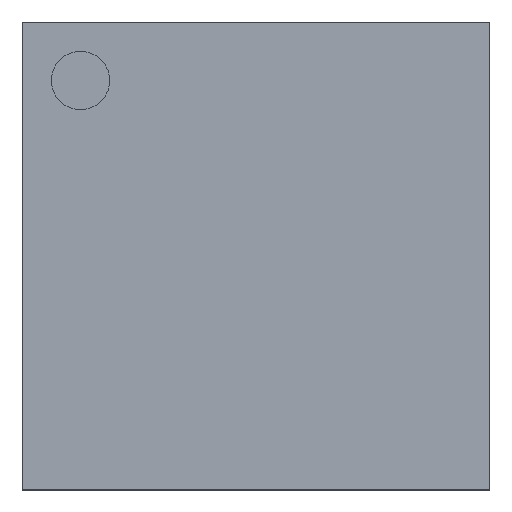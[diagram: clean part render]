
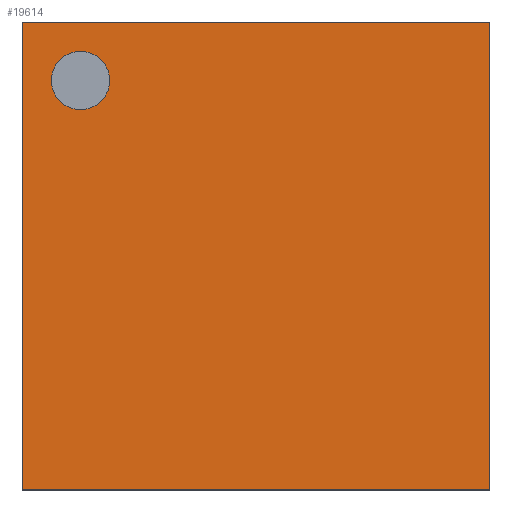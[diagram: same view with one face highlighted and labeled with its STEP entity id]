
A CAD part, top view. The second image highlights one B-rep face of the part: STEP entity #19614.
In plain terms, the highlighted planar face has unit normal (0, 0, 1).
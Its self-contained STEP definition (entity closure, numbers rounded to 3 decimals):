
#19425 = VERTEX_POINT('',#19426);
#19426 = CARTESIAN_POINT('',(-11.5,-11.5,1.76));
#19433 = PLANE('',#19434);
#19434 = AXIS2_PLACEMENT_3D('',#19435,#19436,#19437);
#19435 = CARTESIAN_POINT('',(-11.5,-11.5,0.4));
#19436 = DIRECTION('',(1.,0.,0.));
#19437 = DIRECTION('',(0.,0.,1.));
#19445 = PLANE('',#19446);
#19446 = AXIS2_PLACEMENT_3D('',#19447,#19448,#19449);
#19447 = CARTESIAN_POINT('',(-11.5,-11.5,0.4));
#19448 = DIRECTION('',(0.,1.,0.));
#19449 = DIRECTION('',(0.,0.,1.));
#19486 = VERTEX_POINT('',#19487);
#19487 = CARTESIAN_POINT('',(-11.5,11.5,1.76));
#19501 = PLANE('',#19502);
#19502 = AXIS2_PLACEMENT_3D('',#19503,#19504,#19505);
#19503 = CARTESIAN_POINT('',(-11.5,11.5,0.4));
#19504 = DIRECTION('',(0.,1.,0.));
#19505 = DIRECTION('',(0.,0.,1.));
#19513 = EDGE_CURVE('',#19425,#19486,#19514,.T.);
#19514 = SURFACE_CURVE('',#19515,(#19519,#19526),.PCURVE_S1.);
#19515 = LINE('',#19516,#19517);
#19516 = CARTESIAN_POINT('',(-11.5,-11.5,1.76));
#19517 = VECTOR('',#19518,1.);
#19518 = DIRECTION('',(0.,1.,0.));
#19519 = PCURVE('',#19433,#19520);
#19520 = DEFINITIONAL_REPRESENTATION('',(#19521),#19525);
#19521 = LINE('',#19522,#19523);
#19522 = CARTESIAN_POINT('',(1.36,0.));
#19523 = VECTOR('',#19524,1.);
#19524 = DIRECTION('',(0.,-1.));
#19525 = ( GEOMETRIC_REPRESENTATION_CONTEXT(2) 
PARAMETRIC_REPRESENTATION_CONTEXT() REPRESENTATION_CONTEXT('2D SPACE',''
  ) );
#19526 = PCURVE('',#19527,#19532);
#19527 = PLANE('',#19528);
#19528 = AXIS2_PLACEMENT_3D('',#19529,#19530,#19531);
#19529 = CARTESIAN_POINT('',(-11.5,-11.5,1.76));
#19530 = DIRECTION('',(0.,0.,1.));
#19531 = DIRECTION('',(1.,0.,0.));
#19532 = DEFINITIONAL_REPRESENTATION('',(#19533),#19537);
#19533 = LINE('',#19534,#19535);
#19534 = CARTESIAN_POINT('',(0.,0.));
#19535 = VECTOR('',#19536,1.);
#19536 = DIRECTION('',(0.,1.));
#19537 = ( GEOMETRIC_REPRESENTATION_CONTEXT(2) 
PARAMETRIC_REPRESENTATION_CONTEXT() REPRESENTATION_CONTEXT('2D SPACE',''
  ) );
#19566 = EDGE_CURVE('',#19425,#19567,#19569,.T.);
#19567 = VERTEX_POINT('',#19568);
#19568 = CARTESIAN_POINT('',(11.5,-11.5,1.76));
#19569 = SURFACE_CURVE('',#19570,(#19574,#19581),.PCURVE_S1.);
#19570 = LINE('',#19571,#19572);
#19571 = CARTESIAN_POINT('',(-11.5,-11.5,1.76));
#19572 = VECTOR('',#19573,1.);
#19573 = DIRECTION('',(1.,0.,0.));
#19574 = PCURVE('',#19445,#19575);
#19575 = DEFINITIONAL_REPRESENTATION('',(#19576),#19580);
#19576 = LINE('',#19577,#19578);
#19577 = CARTESIAN_POINT('',(1.36,0.));
#19578 = VECTOR('',#19579,1.);
#19579 = DIRECTION('',(0.,1.));
#19580 = ( GEOMETRIC_REPRESENTATION_CONTEXT(2) 
PARAMETRIC_REPRESENTATION_CONTEXT() REPRESENTATION_CONTEXT('2D SPACE',''
  ) );
#19581 = PCURVE('',#19527,#19582);
#19582 = DEFINITIONAL_REPRESENTATION('',(#19583),#19587);
#19583 = LINE('',#19584,#19585);
#19584 = CARTESIAN_POINT('',(0.,0.));
#19585 = VECTOR('',#19586,1.);
#19586 = DIRECTION('',(1.,0.));
#19587 = ( GEOMETRIC_REPRESENTATION_CONTEXT(2) 
PARAMETRIC_REPRESENTATION_CONTEXT() REPRESENTATION_CONTEXT('2D SPACE',''
  ) );
#19603 = PLANE('',#19604);
#19604 = AXIS2_PLACEMENT_3D('',#19605,#19606,#19607);
#19605 = CARTESIAN_POINT('',(11.5,-11.5,0.4));
#19606 = DIRECTION('',(1.,0.,0.));
#19607 = DIRECTION('',(0.,0.,1.));
#19614 = ADVANCED_FACE('',(#19615,#19663),#19527,.T.);
#19615 = FACE_BOUND('',#19616,.T.);
#19616 = EDGE_LOOP('',(#19617,#19618,#19619,#19642));
#19617 = ORIENTED_EDGE('',*,*,#19513,.F.);
#19618 = ORIENTED_EDGE('',*,*,#19566,.T.);
#19619 = ORIENTED_EDGE('',*,*,#19620,.T.);
#19620 = EDGE_CURVE('',#19567,#19621,#19623,.T.);
#19621 = VERTEX_POINT('',#19622);
#19622 = CARTESIAN_POINT('',(11.5,11.5,1.76));
#19623 = SURFACE_CURVE('',#19624,(#19628,#19635),.PCURVE_S1.);
#19624 = LINE('',#19625,#19626);
#19625 = CARTESIAN_POINT('',(11.5,-11.5,1.76));
#19626 = VECTOR('',#19627,1.);
#19627 = DIRECTION('',(0.,1.,0.));
#19628 = PCURVE('',#19527,#19629);
#19629 = DEFINITIONAL_REPRESENTATION('',(#19630),#19634);
#19630 = LINE('',#19631,#19632);
#19631 = CARTESIAN_POINT('',(23.,0.));
#19632 = VECTOR('',#19633,1.);
#19633 = DIRECTION('',(0.,1.));
#19634 = ( GEOMETRIC_REPRESENTATION_CONTEXT(2) 
PARAMETRIC_REPRESENTATION_CONTEXT() REPRESENTATION_CONTEXT('2D SPACE',''
  ) );
#19635 = PCURVE('',#19603,#19636);
#19636 = DEFINITIONAL_REPRESENTATION('',(#19637),#19641);
#19637 = LINE('',#19638,#19639);
#19638 = CARTESIAN_POINT('',(1.36,0.));
#19639 = VECTOR('',#19640,1.);
#19640 = DIRECTION('',(0.,-1.));
#19641 = ( GEOMETRIC_REPRESENTATION_CONTEXT(2) 
PARAMETRIC_REPRESENTATION_CONTEXT() REPRESENTATION_CONTEXT('2D SPACE',''
  ) );
#19642 = ORIENTED_EDGE('',*,*,#19643,.F.);
#19643 = EDGE_CURVE('',#19486,#19621,#19644,.T.);
#19644 = SURFACE_CURVE('',#19645,(#19649,#19656),.PCURVE_S1.);
#19645 = LINE('',#19646,#19647);
#19646 = CARTESIAN_POINT('',(-11.5,11.5,1.76));
#19647 = VECTOR('',#19648,1.);
#19648 = DIRECTION('',(1.,0.,0.));
#19649 = PCURVE('',#19527,#19650);
#19650 = DEFINITIONAL_REPRESENTATION('',(#19651),#19655);
#19651 = LINE('',#19652,#19653);
#19652 = CARTESIAN_POINT('',(0.,23.));
#19653 = VECTOR('',#19654,1.);
#19654 = DIRECTION('',(1.,0.));
#19655 = ( GEOMETRIC_REPRESENTATION_CONTEXT(2) 
PARAMETRIC_REPRESENTATION_CONTEXT() REPRESENTATION_CONTEXT('2D SPACE',''
  ) );
#19656 = PCURVE('',#19501,#19657);
#19657 = DEFINITIONAL_REPRESENTATION('',(#19658),#19662);
#19658 = LINE('',#19659,#19660);
#19659 = CARTESIAN_POINT('',(1.36,0.));
#19660 = VECTOR('',#19661,1.);
#19661 = DIRECTION('',(0.,1.));
#19662 = ( GEOMETRIC_REPRESENTATION_CONTEXT(2) 
PARAMETRIC_REPRESENTATION_CONTEXT() REPRESENTATION_CONTEXT('2D SPACE',''
  ) );
#19663 = FACE_BOUND('',#19664,.T.);
#19664 = EDGE_LOOP('',(#19665));
#19665 = ORIENTED_EDGE('',*,*,#19666,.F.);
#19666 = EDGE_CURVE('',#19667,#19667,#19669,.T.);
#19667 = VERTEX_POINT('',#19668);
#19668 = CARTESIAN_POINT('',(-7.188,8.625,1.76));
#19669 = SURFACE_CURVE('',#19670,(#19675,#19682),.PCURVE_S1.);
#19670 = CIRCLE('',#19671,1.438);
#19671 = AXIS2_PLACEMENT_3D('',#19672,#19673,#19674);
#19672 = CARTESIAN_POINT('',(-8.625,8.625,1.76));
#19673 = DIRECTION('',(0.,0.,1.));
#19674 = DIRECTION('',(1.,0.,0.));
#19675 = PCURVE('',#19527,#19676);
#19676 = DEFINITIONAL_REPRESENTATION('',(#19677),#19681);
#19677 = CIRCLE('',#19678,1.438);
#19678 = AXIS2_PLACEMENT_2D('',#19679,#19680);
#19679 = CARTESIAN_POINT('',(2.875,20.125));
#19680 = DIRECTION('',(1.,0.));
#19681 = ( GEOMETRIC_REPRESENTATION_CONTEXT(2) 
PARAMETRIC_REPRESENTATION_CONTEXT() REPRESENTATION_CONTEXT('2D SPACE',''
  ) );
#19682 = PCURVE('',#19683,#19688);
#19683 = CYLINDRICAL_SURFACE('',#19684,1.438);
#19684 = AXIS2_PLACEMENT_3D('',#19685,#19686,#19687);
#19685 = CARTESIAN_POINT('',(-8.625,8.625,1.584));
#19686 = DIRECTION('',(0.,0.,1.));
#19687 = DIRECTION('',(1.,0.,0.));
#19688 = DEFINITIONAL_REPRESENTATION('',(#19689),#19693);
#19689 = LINE('',#19690,#19691);
#19690 = CARTESIAN_POINT('',(0.,0.176));
#19691 = VECTOR('',#19692,1.);
#19692 = DIRECTION('',(1.,0.));
#19693 = ( GEOMETRIC_REPRESENTATION_CONTEXT(2) 
PARAMETRIC_REPRESENTATION_CONTEXT() REPRESENTATION_CONTEXT('2D SPACE',''
  ) );
